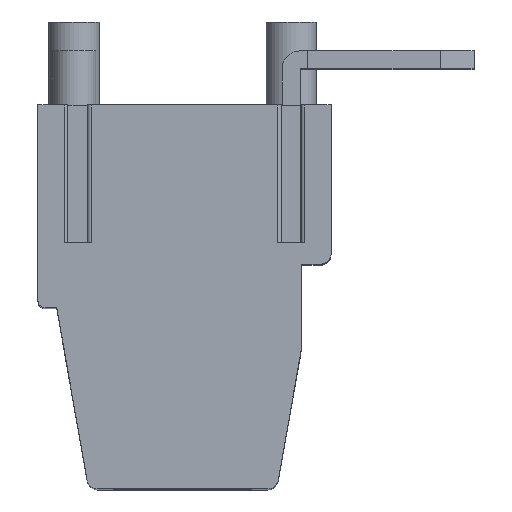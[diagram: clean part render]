
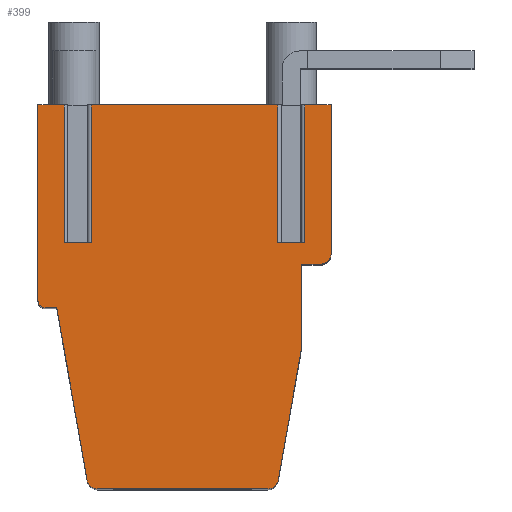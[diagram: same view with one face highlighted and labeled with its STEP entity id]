
A CAD part, top view. The second image highlights one B-rep face of the part: STEP entity #399.
In plain terms, the highlighted planar face has unit normal (0, 0, 1).
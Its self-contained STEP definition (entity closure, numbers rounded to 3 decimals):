
#399 = ADVANCED_FACE( '', ( #964 ), #965, .F. );
#964 = FACE_OUTER_BOUND( '', #1720, .T. );
#965 = PLANE( '', #1721 );
#1720 = EDGE_LOOP( '', ( #2908, #2909, #2910, #2911, #2912, #2913, #2914, #2915, #2916, #2917, #2918, #2919, #2920, #2921, #2922, #2923, #2924, #2925, #2926, #2927, #2928 ) );
#1721 = AXIS2_PLACEMENT_3D( '', #2929, #2930, #2931 );
#2908 = ORIENTED_EDGE( '', *, *, #4870, .T. );
#2909 = ORIENTED_EDGE( '', *, *, #4871, .T. );
#2910 = ORIENTED_EDGE( '', *, *, #4872, .T. );
#2911 = ORIENTED_EDGE( '', *, *, #4873, .T. );
#2912 = ORIENTED_EDGE( '', *, *, #4874, .T. );
#2913 = ORIENTED_EDGE( '', *, *, #4875, .F. );
#2914 = ORIENTED_EDGE( '', *, *, #4876, .T. );
#2915 = ORIENTED_EDGE( '', *, *, #4877, .T. );
#2916 = ORIENTED_EDGE( '', *, *, #4868, .T. );
#2917 = ORIENTED_EDGE( '', *, *, #4878, .F. );
#2918 = ORIENTED_EDGE( '', *, *, #4879, .T. );
#2919 = ORIENTED_EDGE( '', *, *, #4700, .T. );
#2920 = ORIENTED_EDGE( '', *, *, #4880, .T. );
#2921 = ORIENTED_EDGE( '', *, *, #4536, .T. );
#2922 = ORIENTED_EDGE( '', *, *, #4881, .T. );
#2923 = ORIENTED_EDGE( '', *, *, #4882, .F. );
#2924 = ORIENTED_EDGE( '', *, *, #4811, .F. );
#2925 = ORIENTED_EDGE( '', *, *, #4883, .T. );
#2926 = ORIENTED_EDGE( '', *, *, #4884, .T. );
#2927 = ORIENTED_EDGE( '', *, *, #4635, .T. );
#2928 = ORIENTED_EDGE( '', *, *, #4858, .T. );
#2929 = CARTESIAN_POINT( '', ( -176.048, 1.043, -37.5 ) );
#2930 = DIRECTION( '', ( 0., 0., -1. ) );
#2931 = DIRECTION( '', ( 0., -1., 0. ) );
#4536 = EDGE_CURVE( '', #5410, #5446, #5448, .T. );
#4635 = EDGE_CURVE( '', #5623, #5621, #5624, .T. );
#4700 = EDGE_CURVE( '', #5734, #5736, #5738, .T. );
#4811 = EDGE_CURVE( '', #5908, #5910, #5911, .T. );
#4858 = EDGE_CURVE( '', #5621, #5981, #5984, .F. );
#4868 = EDGE_CURVE( '', #5996, #5998, #6000, .T. );
#4870 = EDGE_CURVE( '', #5981, #6002, #6003, .T. );
#4871 = EDGE_CURVE( '', #6002, #6004, #6005, .T. );
#4872 = EDGE_CURVE( '', #6004, #6006, #6007, .T. );
#4873 = EDGE_CURVE( '', #6006, #6008, #6009, .F. );
#4874 = EDGE_CURVE( '', #6008, #6010, #6011, .T. );
#4875 = EDGE_CURVE( '', #6012, #6010, #6013, .T. );
#4876 = EDGE_CURVE( '', #6012, #6014, #6015, .T. );
#4877 = EDGE_CURVE( '', #6014, #5996, #6016, .T. );
#4878 = EDGE_CURVE( '', #6017, #5998, #6018, .T. );
#4879 = EDGE_CURVE( '', #6017, #5734, #6019, .T. );
#4880 = EDGE_CURVE( '', #5736, #5410, #6020, .T. );
#4881 = EDGE_CURVE( '', #5446, #6021, #6022, .T. );
#4882 = EDGE_CURVE( '', #5910, #6021, #6023, .T. );
#4883 = EDGE_CURVE( '', #5908, #6024, #6025, .T. );
#4884 = EDGE_CURVE( '', #6024, #5623, #6026, .T. );
#5410 = VERTEX_POINT( '', #6733 );
#5446 = VERTEX_POINT( '', #6787 );
#5448 = LINE( '', #6790, #6791 );
#5621 = VERTEX_POINT( '', #7041 );
#5623 = VERTEX_POINT( '', #7043 );
#5624 = LINE( '', #7044, #7045 );
#5734 = VERTEX_POINT( '', #7199 );
#5736 = VERTEX_POINT( '', #7202 );
#5738 = CIRCLE( '', #7205, 0.298 );
#5908 = VERTEX_POINT( '', #7452 );
#5910 = VERTEX_POINT( '', #7455 );
#5911 = LINE( '', #7456, #7457 );
#5981 = VERTEX_POINT( '', #7560 );
#5984 = LINE( '', #7563, #7564 );
#5996 = VERTEX_POINT( '', #7579 );
#5998 = VERTEX_POINT( '', #7582 );
#6000 = LINE( '', #7585, #7586 );
#6002 = VERTEX_POINT( '', #7588 );
#6003 = LINE( '', #7589, #7590 );
#6004 = VERTEX_POINT( '', #7591 );
#6005 = LINE( '', #7592, #7593 );
#6006 = VERTEX_POINT( '', #7594 );
#6007 = LINE( '', #7595, #7596 );
#6008 = VERTEX_POINT( '', #7597 );
#6009 = LINE( '', #7598, #7599 );
#6010 = VERTEX_POINT( '', #7600 );
#6011 = LINE( '', #7601, #7602 );
#6012 = VERTEX_POINT( '', #7603 );
#6013 = LINE( '', #7604, #7605 );
#6014 = VERTEX_POINT( '', #7606 );
#6015 = CIRCLE( '', #7607, 0.198 );
#6016 = LINE( '', #7608, #7609 );
#6017 = VERTEX_POINT( '', #7610 );
#6018 = CIRCLE( '', #7611, 0.298 );
#6019 = LINE( '', #7612, #7613 );
#6020 = LINE( '', #7614, #7615 );
#6021 = VERTEX_POINT( '', #7616 );
#6022 = LINE( '', #7617, #7618 );
#6023 = CIRCLE( '', #7619, 0.298 );
#6024 = VERTEX_POINT( '', #7620 );
#6025 = LINE( '', #7621, #7622 );
#6026 = LINE( '', #7623, #7624 );
#6733 = CARTESIAN_POINT( '', ( -172.764, -5.661, -37.5 ) );
#6787 = CARTESIAN_POINT( '', ( -172.764, -3.353, -37.5 ) );
#6790 = CARTESIAN_POINT( '', ( -172.764, -5.661, -37.5 ) );
#6791 = VECTOR( '', #8623, 1000. );
#7041 = CARTESIAN_POINT( '', ( -173.42, -2.757, -37.5 ) );
#7043 = CARTESIAN_POINT( '', ( -172.68, -2.757, -37.5 ) );
#7044 = CARTESIAN_POINT( '', ( -172.73, -2.757, -37.5 ) );
#7045 = VECTOR( '', #8715, 1000. );
#7199 = CARTESIAN_POINT( '', ( -173.698, -9.558, -37.5 ) );
#7202 = CARTESIAN_POINT( '', ( -173.401, -9.275, -37.5 ) );
#7205 = AXIS2_PLACEMENT_3D( '', #8786, #8787, #8788 );
#7452 = CARTESIAN_POINT( '', ( -171.95, 1.043, -37.5 ) );
#7455 = CARTESIAN_POINT( '', ( -171.95, -3.055, -37.5 ) );
#7456 = CARTESIAN_POINT( '', ( -171.95, 1.043, -37.5 ) );
#7457 = VECTOR( '', #8896, 1000. );
#7560 = CARTESIAN_POINT( '', ( -173.42, 1.043, -37.5 ) );
#7563 = CARTESIAN_POINT( '', ( -173.42, 1.043, -37.5 ) );
#7564 = VECTOR( '', #8939, 1000. );
#7579 = CARTESIAN_POINT( '', ( -179.527, -4.553, -37.5 ) );
#7582 = CARTESIAN_POINT( '', ( -178.695, -9.275, -37.5 ) );
#7585 = CARTESIAN_POINT( '', ( -179.527, -4.553, -37.5 ) );
#7586 = VECTOR( '', #8951, 1000. );
#7588 = CARTESIAN_POINT( '', ( -178.58, 1.043, -37.5 ) );
#7589 = CARTESIAN_POINT( '', ( -176.048, 1.043, -37.5 ) );
#7590 = VECTOR( '', #8952, 1000. );
#7591 = CARTESIAN_POINT( '', ( -178.58, -2.757, -37.5 ) );
#7592 = CARTESIAN_POINT( '', ( -178.58, 1.043, -37.5 ) );
#7593 = VECTOR( '', #8953, 1000. );
#7594 = CARTESIAN_POINT( '', ( -179.32, -2.757, -37.5 ) );
#7595 = CARTESIAN_POINT( '', ( -178.63, -2.757, -37.5 ) );
#7596 = VECTOR( '', #8954, 1000. );
#7597 = CARTESIAN_POINT( '', ( -179.32, 1.043, -37.5 ) );
#7598 = CARTESIAN_POINT( '', ( -179.32, 1.043, -37.5 ) );
#7599 = VECTOR( '', #8955, 1000. );
#7600 = CARTESIAN_POINT( '', ( -180.046, 1.043, -37.5 ) );
#7601 = CARTESIAN_POINT( '', ( -176.048, 1.043, -37.5 ) );
#7602 = VECTOR( '', #8956, 1000. );
#7603 = CARTESIAN_POINT( '', ( -180.046, -4.355, -37.5 ) );
#7604 = CARTESIAN_POINT( '', ( -180.046, -4.355, -37.5 ) );
#7605 = VECTOR( '', #8957, 1000. );
#7606 = CARTESIAN_POINT( '', ( -179.848, -4.553, -37.5 ) );
#7607 = AXIS2_PLACEMENT_3D( '', #8958, #8959, #8960 );
#7608 = CARTESIAN_POINT( '', ( -179.848, -4.553, -37.5 ) );
#7609 = VECTOR( '', #8961, 1000. );
#7610 = CARTESIAN_POINT( '', ( -178.398, -9.558, -37.5 ) );
#7611 = AXIS2_PLACEMENT_3D( '', #8962, #8963, #8964 );
#7612 = CARTESIAN_POINT( '', ( -178.398, -9.558, -37.5 ) );
#7613 = VECTOR( '', #8965, 1000. );
#7614 = CARTESIAN_POINT( '', ( -173.405, -9.298, -37.5 ) );
#7615 = VECTOR( '', #8966, 1000. );
#7616 = CARTESIAN_POINT( '', ( -172.248, -3.353, -37.5 ) );
#7617 = CARTESIAN_POINT( '', ( -172.764, -3.353, -37.5 ) );
#7618 = VECTOR( '', #8967, 1000. );
#7619 = AXIS2_PLACEMENT_3D( '', #8968, #8969, #8970 );
#7620 = CARTESIAN_POINT( '', ( -172.68, 1.043, -37.5 ) );
#7621 = CARTESIAN_POINT( '', ( -176.048, 1.043, -37.5 ) );
#7622 = VECTOR( '', #8971, 1000. );
#7623 = CARTESIAN_POINT( '', ( -172.68, 1.043, -37.5 ) );
#7624 = VECTOR( '', #8972, 1000. );
#8623 = DIRECTION( '', ( 0., 1., 0. ) );
#8715 = DIRECTION( '', ( -1., 0., 0. ) );
#8786 = CARTESIAN_POINT( '', ( -173.698, -9.26, -37.5 ) );
#8787 = DIRECTION( '', ( 0., 0., 1. ) );
#8788 = DIRECTION( '', ( 0., -1., 0. ) );
#8896 = DIRECTION( '', ( 0., -1., 0. ) );
#8939 = DIRECTION( '', ( 0., -1., 0. ) );
#8951 = DIRECTION( '', ( 0.174, -0.985, 0. ) );
#8952 = DIRECTION( '', ( -1., 0., 0. ) );
#8953 = DIRECTION( '', ( 0., -1., 0. ) );
#8954 = DIRECTION( '', ( -1., 0., 0. ) );
#8955 = DIRECTION( '', ( 0., -1., 0. ) );
#8956 = DIRECTION( '', ( -1., 0., 0. ) );
#8957 = DIRECTION( '', ( 0., 1., 0. ) );
#8958 = CARTESIAN_POINT( '', ( -179.848, -4.355, -37.5 ) );
#8959 = DIRECTION( '', ( 0., 0., 1. ) );
#8960 = DIRECTION( '', ( -1., 0., 0. ) );
#8961 = DIRECTION( '', ( 1., 0., 0. ) );
#8962 = CARTESIAN_POINT( '', ( -178.398, -9.26, -37.5 ) );
#8963 = DIRECTION( '', ( 0., 0., -1. ) );
#8964 = DIRECTION( '', ( 0., -1., 0. ) );
#8965 = DIRECTION( '', ( 1., 0., 0. ) );
#8966 = DIRECTION( '', ( 0.174, 0.985, 0. ) );
#8967 = DIRECTION( '', ( 1., 0., 0. ) );
#8968 = CARTESIAN_POINT( '', ( -172.248, -3.055, -37.5 ) );
#8969 = DIRECTION( '', ( 0., 0., -1. ) );
#8970 = DIRECTION( '', ( 1., 0., 0. ) );
#8971 = DIRECTION( '', ( -1., 0., 0. ) );
#8972 = DIRECTION( '', ( 0., -1., 0. ) );
